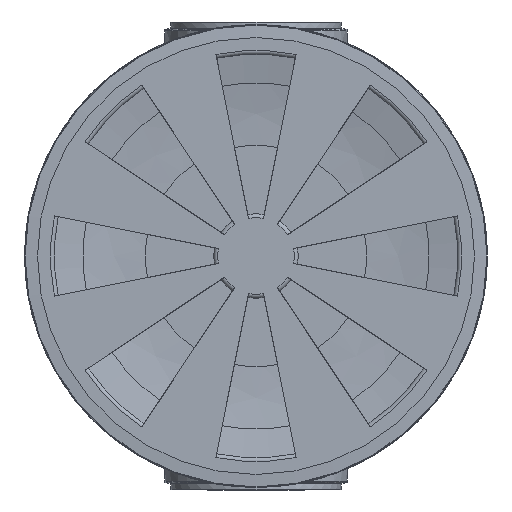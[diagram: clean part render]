
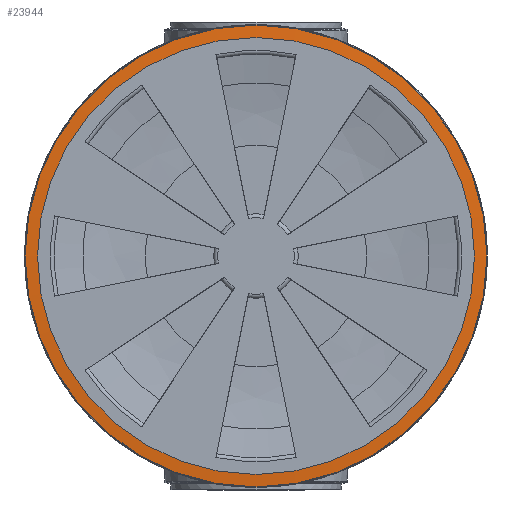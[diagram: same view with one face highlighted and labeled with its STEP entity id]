
A CAD part, front view. The second image highlights one B-rep face of the part: STEP entity #23944.
In plain terms, the highlighted conical face has half-angle 86 degrees and reference radius 353.465 mm.
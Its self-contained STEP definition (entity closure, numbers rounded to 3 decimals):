
#2584=CONICAL_SURFACE('',#26484,353.465,1.501);
#3085=LINE('',#54553,#3679);
#3679=VECTOR('',#31627,353.465);
#5173=FACE_OUTER_BOUND('',#6818,.T.);
#6818=EDGE_LOOP('',(#19925,#19926,#19927,#19928,#19929,#19930));
#8584=CIRCLE('',#26482,364.57);
#8585=CIRCLE('',#26483,364.57);
#8586=CIRCLE('',#26485,342.36);
#8587=CIRCLE('',#26486,342.36);
#10732=VERTEX_POINT('',#54546);
#10733=VERTEX_POINT('',#54548);
#10734=VERTEX_POINT('',#54552);
#10735=VERTEX_POINT('',#54554);
#13973=EDGE_CURVE('',#10732,#10733,#8584,.T.);
#13974=EDGE_CURVE('',#10733,#10732,#8585,.T.);
#13975=EDGE_CURVE('',#10733,#10734,#3085,.T.);
#13976=EDGE_CURVE('',#10734,#10735,#8586,.T.);
#13977=EDGE_CURVE('',#10735,#10734,#8587,.T.);
#19925=ORIENTED_EDGE('',*,*,#13974,.F.);
#19926=ORIENTED_EDGE('',*,*,#13975,.T.);
#19927=ORIENTED_EDGE('',*,*,#13976,.T.);
#19928=ORIENTED_EDGE('',*,*,#13977,.T.);
#19929=ORIENTED_EDGE('',*,*,#13975,.F.);
#19930=ORIENTED_EDGE('',*,*,#13973,.F.);
#23944=ADVANCED_FACE('',(#5173),#2584,.T.);
#26482=AXIS2_PLACEMENT_3D('',#54549,#31621,#31622);
#26483=AXIS2_PLACEMENT_3D('',#54550,#31623,#31624);
#26484=AXIS2_PLACEMENT_3D('',#54551,#31625,#31626);
#26485=AXIS2_PLACEMENT_3D('',#54555,#31628,#31629);
#26486=AXIS2_PLACEMENT_3D('',#54556,#31630,#31631);
#31621=DIRECTION('center_axis',(0.,1.,0.));
#31622=DIRECTION('ref_axis',(1.,0.,0.));
#31623=DIRECTION('center_axis',(0.,1.,0.));
#31624=DIRECTION('ref_axis',(1.,0.,0.));
#31625=DIRECTION('center_axis',(0.,1.,0.));
#31626=DIRECTION('ref_axis',(-1.,0.,0.));
#31627=DIRECTION('',(-0.998,-0.07,0.));
#31628=DIRECTION('center_axis',(0.,1.,0.));
#31629=DIRECTION('ref_axis',(1.,0.,0.));
#31630=DIRECTION('center_axis',(0.,1.,0.));
#31631=DIRECTION('ref_axis',(1.,0.,0.));
#54546=CARTESIAN_POINT('',(0.,-117.065,-364.57));
#54548=CARTESIAN_POINT('',(364.57,-117.065,0.));
#54549=CARTESIAN_POINT('Origin',(0.,-117.065,
0.));
#54550=CARTESIAN_POINT('Origin',(0.,-117.065,
0.));
#54551=CARTESIAN_POINT('Origin',(0.,-117.842,
0.));
#54552=CARTESIAN_POINT('',(342.36,-118.618,0.));
#54553=CARTESIAN_POINT('',(353.465,-117.842,0.));
#54554=CARTESIAN_POINT('',(0.,-118.618,-342.36));
#54555=CARTESIAN_POINT('Origin',(0.,-118.618,
0.));
#54556=CARTESIAN_POINT('Origin',(0.,-118.618,
0.));
